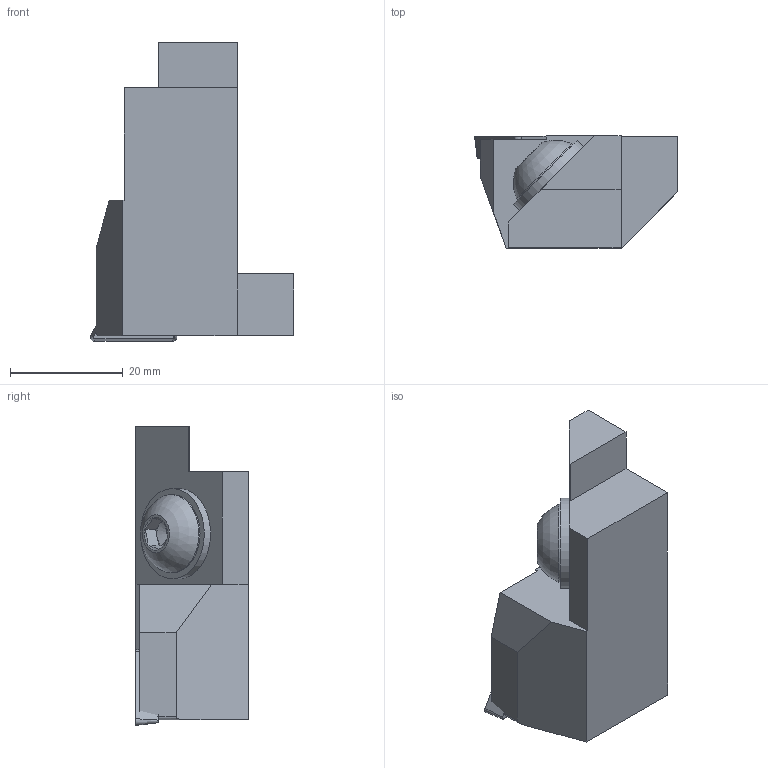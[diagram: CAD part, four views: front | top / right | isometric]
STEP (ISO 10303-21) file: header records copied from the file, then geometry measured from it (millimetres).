
FILE_DESCRIPTION(/* description */ ('3-D model version:1'),/* implementation_level */ '2;1');
FILE_NAME(/* name */ '391.68A-8-T16 A',/* time_stamp */ '2013-01-16T10:14:31+01:00',/* author */ ('InteractiveCad'),/* organization */ ('AB Sandvik Coromant'),/* preprocessor_version */ 'ST-DEVELOPER v11',/* originating_system */ 'SIEMENS UGS NX 6.0',/* authorisation */ '');
FILE_SCHEMA (('AP203_CONFIGURATION_CONTROLLED_3D_DESIGN_OF_MECHANICAL_PARTS_AND_ASSEMBLIES_MIM_LF'));
Length unit declared in the file: millimetre
Products named in the file (1): 391_68A_8_T16A_SIM
Bounding box: 36.02 x 19.9 x 53 mm (x, y, z)
Volume: 19851.3 mm3; surface area: 5766.3 mm2
Topology: 2 solids, 2 shells, 56 faces, 131 edges, 81 vertices
Faces by surface type: plane 38, cone 11, cylinder 4, torus 2, sphere 1
Full cylindrical faces by diameter (mm): 4.4 x1, 13.875 x1, 16 x1
Entity records: 1738 total; most frequent: CARTESIAN_POINT 270, DIRECTION 256, ORIENTED_EDGE 236, EDGE_CURVE 118, AXIS2_PLACEMENT_3D 87, LINE 82, VECTOR 82, VERTEX_POINT 77
